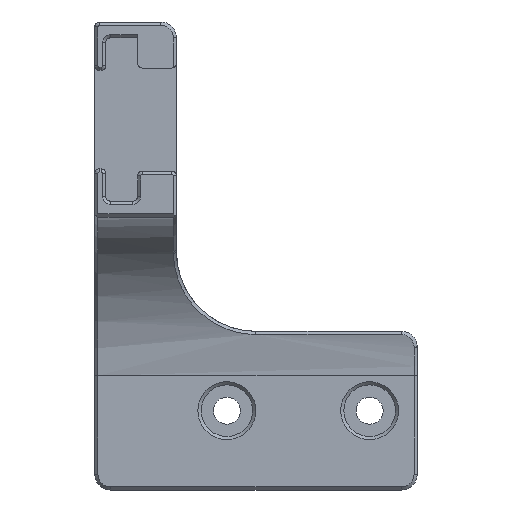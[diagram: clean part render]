
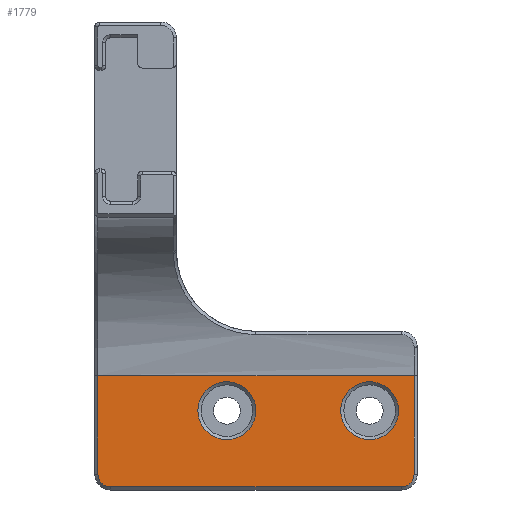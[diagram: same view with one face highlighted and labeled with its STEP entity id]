
A CAD part, left-side view. The second image highlights one B-rep face of the part: STEP entity #1779.
In plain terms, the highlighted planar face has unit normal (-1, 0, 0).
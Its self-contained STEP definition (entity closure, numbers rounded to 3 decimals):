
#27=FACE_BOUND('',#292,.T.);
#28=FACE_BOUND('',#293,.T.);
#76=CIRCLE('',#1918,3.65);
#79=CIRCLE('',#1922,1.6);
#80=CIRCLE('',#1923,1.6);
#81=CIRCLE('',#1924,3.65);
#183=FACE_OUTER_BOUND('',#291,.T.);
#291=EDGE_LOOP('',(#1269,#1270,#1271,#1272,#1273,#1274));
#292=EDGE_LOOP('',(#1275));
#293=EDGE_LOOP('',(#1276));
#431=LINE('',#2748,#611);
#432=LINE('',#2750,#612);
#433=LINE('',#2752,#613);
#434=LINE('',#2756,#614);
#611=VECTOR('',#2197,10.);
#612=VECTOR('',#2198,10.);
#613=VECTOR('',#2199,10.);
#614=VECTOR('',#2202,10.);
#787=VERTEX_POINT('',#2738);
#790=VERTEX_POINT('',#2746);
#791=VERTEX_POINT('',#2747);
#792=VERTEX_POINT('',#2749);
#793=VERTEX_POINT('',#2751);
#794=VERTEX_POINT('',#2753);
#795=VERTEX_POINT('',#2755);
#796=VERTEX_POINT('',#2758);
#969=EDGE_CURVE('',#787,#787,#76,.T.);
#973=EDGE_CURVE('',#790,#791,#431,.T.);
#974=EDGE_CURVE('',#792,#790,#432,.T.);
#975=EDGE_CURVE('',#793,#792,#433,.T.);
#976=EDGE_CURVE('',#794,#793,#79,.T.);
#977=EDGE_CURVE('',#795,#794,#434,.T.);
#978=EDGE_CURVE('',#791,#795,#80,.T.);
#979=EDGE_CURVE('',#796,#796,#81,.T.);
#1269=ORIENTED_EDGE('',*,*,#973,.F.);
#1270=ORIENTED_EDGE('',*,*,#974,.F.);
#1271=ORIENTED_EDGE('',*,*,#975,.F.);
#1272=ORIENTED_EDGE('',*,*,#976,.F.);
#1273=ORIENTED_EDGE('',*,*,#977,.F.);
#1274=ORIENTED_EDGE('',*,*,#978,.F.);
#1275=ORIENTED_EDGE('',*,*,#979,.F.);
#1276=ORIENTED_EDGE('',*,*,#969,.F.);
#1714=PLANE('',#1921);
#1779=ADVANCED_FACE('',(#183,#27,#28),#1714,.T.);
#1918=AXIS2_PLACEMENT_3D('',#2739,#2188,#2189);
#1921=AXIS2_PLACEMENT_3D('',#2745,#2195,#2196);
#1922=AXIS2_PLACEMENT_3D('',#2754,#2200,#2201);
#1923=AXIS2_PLACEMENT_3D('',#2757,#2203,#2204);
#1924=AXIS2_PLACEMENT_3D('',#2759,#2205,#2206);
#2188=DIRECTION('center_axis',(-1.,0.,0.));
#2189=DIRECTION('ref_axis',(0.,1.,0.));
#2195=DIRECTION('center_axis',(-1.,0.,0.));
#2196=DIRECTION('ref_axis',(0.,0.,1.));
#2197=DIRECTION('',(0.,0.,-1.));
#2198=DIRECTION('',(0.,-1.,0.));
#2199=DIRECTION('',(0.,0.,1.));
#2200=DIRECTION('center_axis',(1.,0.,0.));
#2201=DIRECTION('ref_axis',(0.,0.707,-0.707));
#2202=DIRECTION('',(0.,1.,0.));
#2203=DIRECTION('center_axis',(1.,0.,0.));
#2204=DIRECTION('ref_axis',(0.,-0.707,-0.707));
#2205=DIRECTION('center_axis',(-1.,0.,0.));
#2206=DIRECTION('ref_axis',(0.,1.,0.));
#2738=CARTESIAN_POINT('',(6.,-20.9,-36.7));
#2739=CARTESIAN_POINT('Origin',(6.,-17.25,-36.7));
#2745=CARTESIAN_POINT('Origin',(6.,-20.925,-29.5));
#2746=CARTESIAN_POINT('',(6.,-40.85,-32.3));
#2747=CARTESIAN_POINT('',(6.,-40.85,-44.7));
#2748=CARTESIAN_POINT('',(6.,-40.85,-38.1));
#2749=CARTESIAN_POINT('',(6.,-1.,-32.3));
#2750=CARTESIAN_POINT('',(6.,-15.913,-32.3));
#2751=CARTESIAN_POINT('',(6.,-1.,-44.7));
#2752=CARTESIAN_POINT('',(6.,-1.,-20.9));
#2753=CARTESIAN_POINT('',(6.,-2.6,-46.3));
#2754=CARTESIAN_POINT('Origin',(6.,-2.6,-44.7));
#2755=CARTESIAN_POINT('',(6.,-39.25,-46.3));
#2756=CARTESIAN_POINT('',(6.,-10.763,-46.3));
#2757=CARTESIAN_POINT('Origin',(6.,-39.25,-44.7));
#2758=CARTESIAN_POINT('',(6.,-38.9,-36.7));
#2759=CARTESIAN_POINT('Origin',(6.,-35.25,-36.7));
